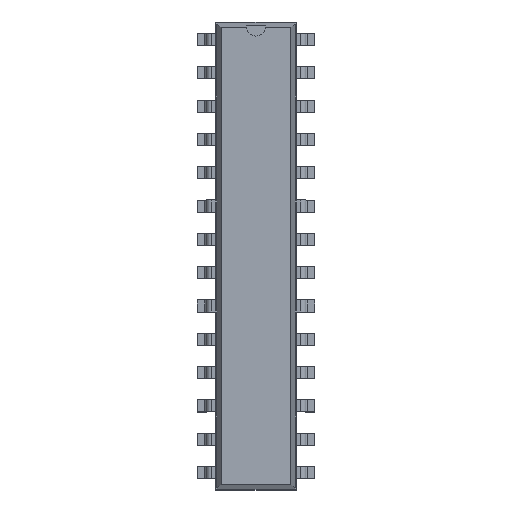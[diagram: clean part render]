
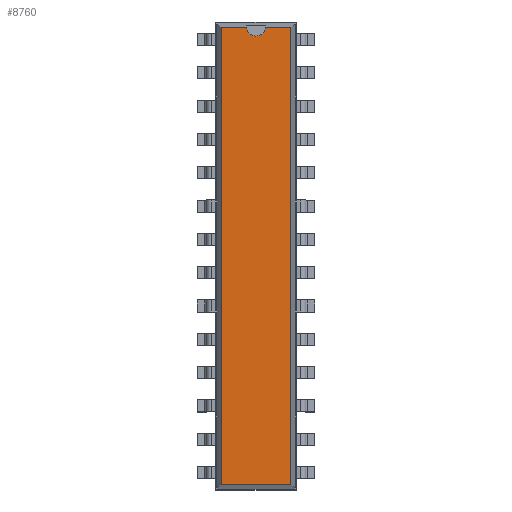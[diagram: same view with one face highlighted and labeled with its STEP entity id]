
A CAD part, top view. The second image highlights one B-rep face of the part: STEP entity #8760.
In plain terms, the highlighted planar face has unit normal (0, 0, 1).
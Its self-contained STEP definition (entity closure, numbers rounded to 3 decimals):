
#27=VECTOR('',#28,1.);
#28=DIRECTION('',(0.,1.,0.));
#34=VECTOR('',#35,1.);
#35=DIRECTION('',(-1.,0.,0.));
#41=VECTOR('',#42,1.);
#42=DIRECTION('',(0.,-1.,0.));
#46=VECTOR('',#47,1.);
#47=DIRECTION('',(1.,0.,0.));
#50=DIRECTION('',(0.,0.,-1.));
#1592=DIRECTION('',(0.,0.,-1.));
#5864=VERTEX_POINT('',#5865);
#5865=CARTESIAN_POINT('',(2.661,17.441,3.68));
#5867=ORIENTED_EDGE('',*,*,#5868,.F.);
#5868=EDGE_CURVE('',#5869,#5864,#5871,.T.);
#5869=VERTEX_POINT('',#5870);
#5870=CARTESIAN_POINT('',(2.661,-17.441,3.68));
#5871=LINE('',#5870,#27);
#7271=VERTEX_POINT('',#7272);
#7272=CARTESIAN_POINT('',(-2.661,17.441,3.68));
#7274=ORIENTED_EDGE('',*,*,#7275,.F.);
#7275=EDGE_CURVE('',#7276,#7271,#7278,.T.);
#7276=VERTEX_POINT('',#7277);
#7277=CARTESIAN_POINT('',(-0.746,17.441,3.68));
#7278=LINE('',#5865,#34);
#7297=VERTEX_POINT('',#7298);
#7298=CARTESIAN_POINT('',(0.746,17.441,3.68));
#7304=ORIENTED_EDGE('',*,*,#7305,.F.);
#7305=EDGE_CURVE('',#5864,#7297,#7278,.T.);
#7355=VERTEX_POINT('',#7356);
#7356=CARTESIAN_POINT('',(-2.661,-17.441,3.68));
#7358=ORIENTED_EDGE('',*,*,#7359,.F.);
#7359=EDGE_CURVE('',#7271,#7355,#7360,.T.);
#7360=LINE('',#7272,#41);
#8755=ORIENTED_EDGE('',*,*,#8756,.F.);
#8756=EDGE_CURVE('',#7355,#5869,#8757,.T.);
#8757=LINE('',#7356,#46);
#8760=ADVANCED_FACE('',(#8761),#8772,.F.);
#8761=FACE_BOUND('',#8762,.F.);
#8762=EDGE_LOOP('',(#5867,#8755,#7358,#7274,#8763,#8770,#7304));
#8763=ORIENTED_EDGE('',*,*,#8764,.F.);
#8764=EDGE_CURVE('',#8765,#7276,#8767,.T.);
#8765=VERTEX_POINT('',#8766);
#8766=CARTESIAN_POINT('',(0.,16.766,3.68));
#8767=CIRCLE('',#8768,0.75);
#8768=AXIS2_PLACEMENT_3D('',#8769,#1592,#42);
#8769=CARTESIAN_POINT('',(0.,17.516,3.68));
#8770=ORIENTED_EDGE('',*,*,#8771,.F.);
#8771=EDGE_CURVE('',#7297,#8765,#8767,.T.);
#8772=PLANE('',#8773);
#8773=AXIS2_PLACEMENT_3D('',#5870,#50,#8774);
#8774=DIRECTION('',(-0.151,0.989,0.));
